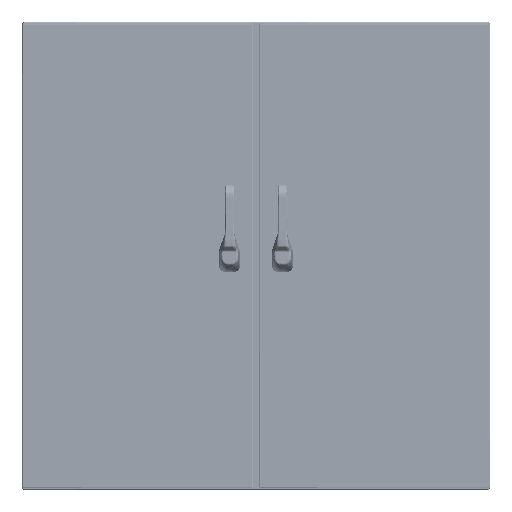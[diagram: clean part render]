
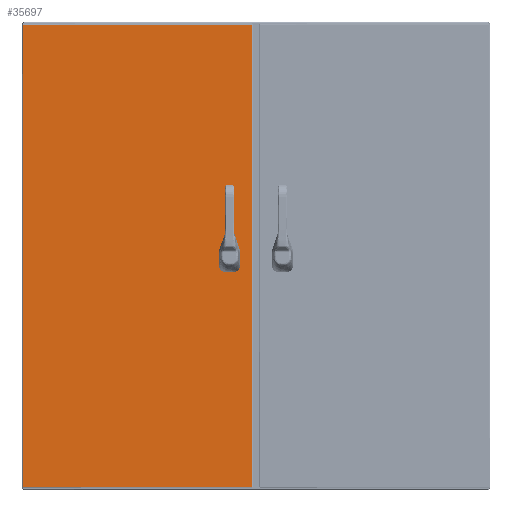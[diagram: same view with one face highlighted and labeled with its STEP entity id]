
A CAD part, top view. The second image highlights one B-rep face of the part: STEP entity #35697.
In plain terms, the highlighted face is planar.
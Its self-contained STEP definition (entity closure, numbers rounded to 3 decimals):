
#2509=LINE('',#54145,#4865);
#2513=LINE('',#54157,#4869);
#2517=LINE('',#54169,#4873);
#2521=LINE('',#54179,#4877);
#2545=LINE('',#54252,#4901);
#2560=LINE('',#54352,#4916);
#2566=LINE('',#54433,#4922);
#2580=LINE('',#54530,#4936);
#4865=VECTOR('',#43278,0.394);
#4869=VECTOR('',#43290,0.394);
#4873=VECTOR('',#43302,0.394);
#4877=VECTOR('',#43314,0.394);
#4901=VECTOR('',#43380,0.394);
#4916=VECTOR('',#43409,0.394);
#4922=VECTOR('',#43421,0.394);
#4936=VECTOR('',#43449,0.394);
#7042=PLANE('',#38831);
#7809=FACE_BOUND('',#10725,.T.);
#7810=FACE_BOUND('',#10726,.T.);
#7811=FACE_BOUND('',#10727,.T.);
#7812=FACE_BOUND('',#10728,.T.);
#8424=FACE_OUTER_BOUND('',#10724,.T.);
#10724=EDGE_LOOP('',(#24230,#24231,#24232,#24233));
#10725=EDGE_LOOP('',(#24234,#24235,#24236,#24237,#24238,#24239,#24240,#24241));
#10726=EDGE_LOOP('',(#24242));
#10727=EDGE_LOOP('',(#24243));
#10728=EDGE_LOOP('',(#24244));
#13205=CIRCLE('',#38773,0.453);
#13207=CIRCLE('',#38777,0.453);
#13209=CIRCLE('',#38781,0.453);
#13211=CIRCLE('',#38785,0.453);
#13213=CIRCLE('',#38789,0.14);
#13215=CIRCLE('',#38792,0.14);
#13217=CIRCLE('',#38795,0.14);
#15176=VERTEX_POINT('',#54136);
#15177=VERTEX_POINT('',#54138);
#15179=VERTEX_POINT('',#54144);
#15181=VERTEX_POINT('',#54150);
#15183=VERTEX_POINT('',#54156);
#15185=VERTEX_POINT('',#54162);
#15187=VERTEX_POINT('',#54168);
#15189=VERTEX_POINT('',#54174);
#15191=VERTEX_POINT('',#54183);
#15193=VERTEX_POINT('',#54188);
#15195=VERTEX_POINT('',#54193);
#15209=VERTEX_POINT('',#54243);
#15210=VERTEX_POINT('',#54251);
#15219=VERTEX_POINT('',#54343);
#15220=VERTEX_POINT('',#54351);
#18521=EDGE_CURVE('',#15177,#15176,#13205,.T.);
#18524=EDGE_CURVE('',#15179,#15177,#2509,.T.);
#18527=EDGE_CURVE('',#15181,#15179,#13207,.T.);
#18530=EDGE_CURVE('',#15183,#15181,#2513,.T.);
#18533=EDGE_CURVE('',#15185,#15183,#13209,.T.);
#18536=EDGE_CURVE('',#15187,#15185,#2517,.T.);
#18539=EDGE_CURVE('',#15189,#15187,#13211,.T.);
#18542=EDGE_CURVE('',#15176,#15189,#2521,.T.);
#18544=EDGE_CURVE('',#15191,#15191,#13213,.T.);
#18546=EDGE_CURVE('',#15193,#15193,#13215,.T.);
#18548=EDGE_CURVE('',#15195,#15195,#13217,.T.);
#18573=EDGE_CURVE('',#15210,#15209,#2545,.T.);
#18592=EDGE_CURVE('',#15220,#15219,#2560,.T.);
#18602=EDGE_CURVE('',#15219,#15210,#2566,.T.);
#18620=EDGE_CURVE('',#15209,#15220,#2580,.T.);
#24230=ORIENTED_EDGE('',*,*,#18573,.T.);
#24231=ORIENTED_EDGE('',*,*,#18620,.T.);
#24232=ORIENTED_EDGE('',*,*,#18592,.T.);
#24233=ORIENTED_EDGE('',*,*,#18602,.T.);
#24234=ORIENTED_EDGE('',*,*,#18521,.T.);
#24235=ORIENTED_EDGE('',*,*,#18542,.T.);
#24236=ORIENTED_EDGE('',*,*,#18539,.T.);
#24237=ORIENTED_EDGE('',*,*,#18536,.T.);
#24238=ORIENTED_EDGE('',*,*,#18533,.T.);
#24239=ORIENTED_EDGE('',*,*,#18530,.T.);
#24240=ORIENTED_EDGE('',*,*,#18527,.T.);
#24241=ORIENTED_EDGE('',*,*,#18524,.T.);
#24242=ORIENTED_EDGE('',*,*,#18544,.T.);
#24243=ORIENTED_EDGE('',*,*,#18546,.T.);
#24244=ORIENTED_EDGE('',*,*,#18548,.T.);
#35697=ADVANCED_FACE('',(#8424,#7809,#7810,#7811,#7812),#7042,.F.);
#38773=AXIS2_PLACEMENT_3D('',#54139,#43272,#43273);
#38777=AXIS2_PLACEMENT_3D('',#54151,#43284,#43285);
#38781=AXIS2_PLACEMENT_3D('',#54163,#43296,#43297);
#38785=AXIS2_PLACEMENT_3D('',#54175,#43308,#43309);
#38789=AXIS2_PLACEMENT_3D('',#54184,#43319,#43320);
#38792=AXIS2_PLACEMENT_3D('',#54189,#43325,#43326);
#38795=AXIS2_PLACEMENT_3D('',#54194,#43331,#43332);
#38831=AXIS2_PLACEMENT_3D('',#54616,#43474,#43475);
#43272=DIRECTION('center_axis',(0.,0.,1.));
#43273=DIRECTION('ref_axis',(-0.469,-0.883,0.));
#43278=DIRECTION('',(0.,1.,0.));
#43284=DIRECTION('center_axis',(0.,0.,1.));
#43285=DIRECTION('ref_axis',(-0.883,0.469,0.));
#43290=DIRECTION('',(1.,0.,0.));
#43296=DIRECTION('center_axis',(0.,0.,1.));
#43297=DIRECTION('ref_axis',(0.469,0.883,0.));
#43302=DIRECTION('',(0.,-1.,0.));
#43308=DIRECTION('center_axis',(0.,0.,1.));
#43309=DIRECTION('ref_axis',(0.883,-0.469,0.));
#43314=DIRECTION('',(-1.,0.,0.));
#43319=DIRECTION('center_axis',(0.,0.,1.));
#43320=DIRECTION('ref_axis',(1.,0.,0.));
#43325=DIRECTION('center_axis',(0.,0.,1.));
#43326=DIRECTION('ref_axis',(1.,0.,0.));
#43331=DIRECTION('center_axis',(0.,0.,1.));
#43332=DIRECTION('ref_axis',(1.,0.,0.));
#43380=DIRECTION('',(0.,1.,0.));
#43409=DIRECTION('',(0.,-1.,0.));
#43421=DIRECTION('',(-1.,0.,0.));
#43449=DIRECTION('',(1.,0.,0.));
#43474=DIRECTION('center_axis',(0.,0.,1.));
#43475=DIRECTION('ref_axis',(1.,0.,0.));
#54136=CARTESIAN_POINT('',(2.338,21.275,0.));
#54138=CARTESIAN_POINT('',(2.525,21.088,0.));
#54139=CARTESIAN_POINT('Origin',(2.125,20.875,0.));
#54144=CARTESIAN_POINT('',(2.525,20.662,0.));
#54145=CARTESIAN_POINT('',(2.525,20.981,0.));
#54150=CARTESIAN_POINT('',(2.338,20.475,0.));
#54151=CARTESIAN_POINT('Origin',(2.125,20.875,0.));
#54156=CARTESIAN_POINT('',(1.912,20.475,0.));
#54157=CARTESIAN_POINT('',(6.356,20.475,0.));
#54162=CARTESIAN_POINT('',(1.725,20.662,0.));
#54163=CARTESIAN_POINT('Origin',(2.125,20.875,0.));
#54168=CARTESIAN_POINT('',(1.725,21.088,0.));
#54169=CARTESIAN_POINT('',(1.725,20.769,0.));
#54174=CARTESIAN_POINT('',(1.912,21.275,0.));
#54175=CARTESIAN_POINT('Origin',(2.125,20.875,0.));
#54179=CARTESIAN_POINT('',(6.144,21.275,0.));
#54183=CARTESIAN_POINT('',(1.985,22.253,0.));
#54184=CARTESIAN_POINT('Origin',(2.125,22.253,0.));
#54188=CARTESIAN_POINT('',(1.985,21.761,0.));
#54189=CARTESIAN_POINT('Origin',(2.125,21.761,0.));
#54193=CARTESIAN_POINT('',(1.985,19.99,0.));
#54194=CARTESIAN_POINT('Origin',(2.125,19.99,0.));
#54243=CARTESIAN_POINT('',(0.105,41.645,0.));
#54251=CARTESIAN_POINT('',(0.105,0.105,0.));
#54252=CARTESIAN_POINT('',(0.105,10.49,0.));
#54343=CARTESIAN_POINT('',(20.645,0.105,0.));
#54351=CARTESIAN_POINT('',(20.645,41.645,0.));
#54352=CARTESIAN_POINT('',(20.645,31.26,0.));
#54433=CARTESIAN_POINT('',(15.51,0.105,0.));
#54530=CARTESIAN_POINT('',(5.24,41.645,0.));
#54616=CARTESIAN_POINT('Origin',(10.375,20.875,0.));
